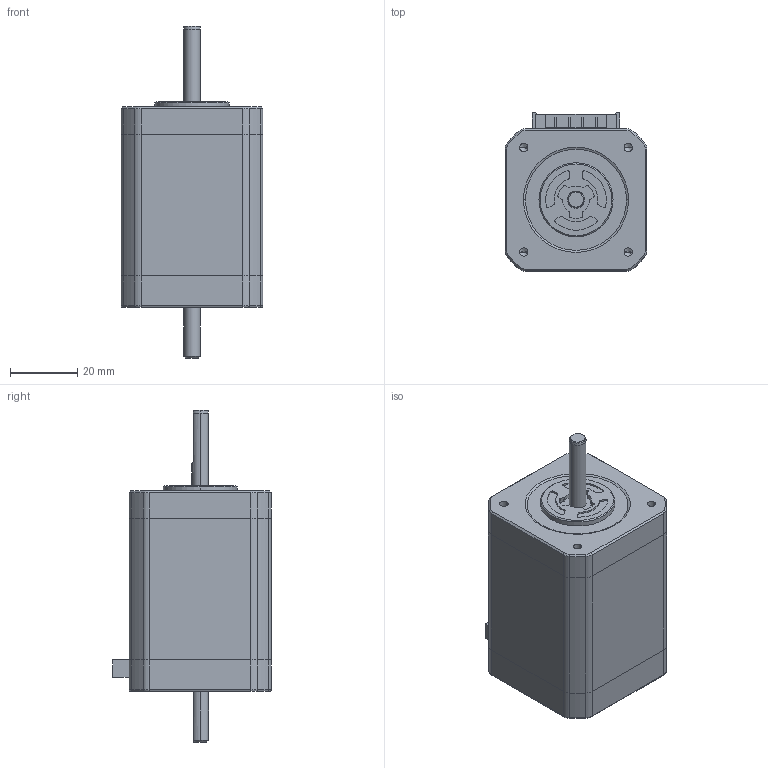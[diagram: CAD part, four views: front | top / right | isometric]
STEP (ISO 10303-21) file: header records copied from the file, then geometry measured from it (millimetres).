
FILE_DESCRIPTION (( 'STEP AP203' ), '1' );
FILE_NAME ('SF2424-10B11.STEP', '2018-10-25T23:32:22', ( '' ), ( '' ), 'SwSTEP 2.0', 'SolidWorks 2017', '' );
FILE_SCHEMA (( 'CONFIG_CONTROL_DESIGN' ));
Length unit declared in the file: millimetre
Products named in the file (1): SF2424-10B11
Bounding box: 42.15 x 46.98 x 98.55 mm (x, y, z)
Volume: 103456.6 mm3; surface area: 22691.4 mm2
Topology: 11 solids, 11 shells, 462 faces, 1145 edges, 719 vertices
Faces by surface type: plane 198, cylinder 185, cone 57, torus 14, bspline 8
Entity records: 13837 total; most frequent: CARTESIAN_POINT 2594, DIRECTION 2444, ORIENTED_EDGE 2262, EDGE_CURVE 1131, AXIS2_PLACEMENT_3D 881, VERTEX_POINT 719, LINE 682, VECTOR 682
